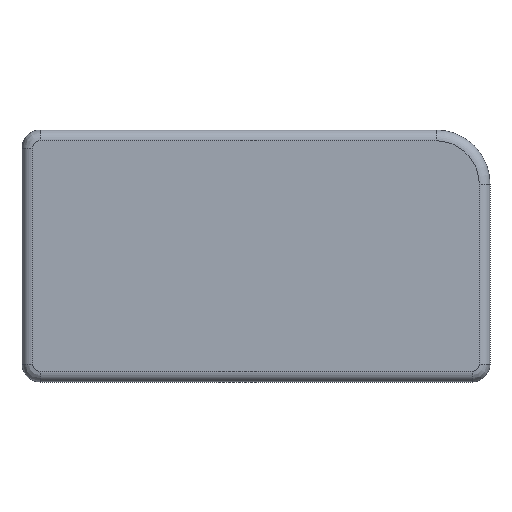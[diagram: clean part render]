
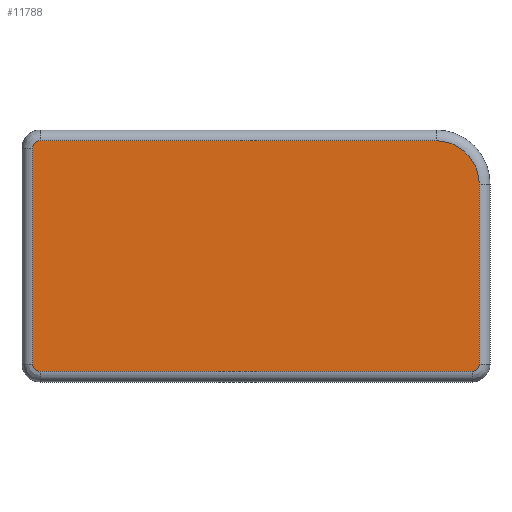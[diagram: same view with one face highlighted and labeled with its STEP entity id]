
A CAD part, front view. The second image highlights one B-rep face of the part: STEP entity #11788.
In plain terms, the highlighted planar face has unit normal (0, -1, 0).
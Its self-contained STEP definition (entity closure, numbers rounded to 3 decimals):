
#1690=FACE_OUTER_BOUND('',#2410,.T.);
#2410=EDGE_LOOP('',(#10817,#10818,#10819,#10820,#10821,#10822,#10823,#10824));
#3273=LINE('',#26587,#4129);
#3274=LINE('',#26591,#4130);
#3275=LINE('',#26595,#4131);
#3276=LINE('',#26599,#4132);
#4129=VECTOR('',#14823,10.);
#4130=VECTOR('',#14828,10.);
#4131=VECTOR('',#14831,10.);
#4132=VECTOR('',#14834,10.);
#4446=CIRCLE('',#12520,12.);
#4449=CIRCLE('',#12528,2.);
#4450=CIRCLE('',#12529,2.);
#4451=CIRCLE('',#12530,2.);
#5604=VERTEX_POINT('',#26568);
#5606=VERTEX_POINT('',#26572);
#5609=VERTEX_POINT('',#26586);
#5610=VERTEX_POINT('',#26590);
#5611=VERTEX_POINT('',#26592);
#5612=VERTEX_POINT('',#26594);
#5613=VERTEX_POINT('',#26596);
#5614=VERTEX_POINT('',#26598);
#7342=EDGE_CURVE('',#5606,#5604,#4446,.T.);
#7348=EDGE_CURVE('',#5604,#5609,#3273,.T.);
#7350=EDGE_CURVE('',#5610,#5606,#3274,.T.);
#7351=EDGE_CURVE('',#5611,#5610,#4449,.T.);
#7352=EDGE_CURVE('',#5612,#5611,#3275,.T.);
#7353=EDGE_CURVE('',#5613,#5612,#4450,.T.);
#7354=EDGE_CURVE('',#5614,#5613,#3276,.T.);
#7355=EDGE_CURVE('',#5609,#5614,#4451,.T.);
#10817=ORIENTED_EDGE('',*,*,#7342,.F.);
#10818=ORIENTED_EDGE('',*,*,#7350,.F.);
#10819=ORIENTED_EDGE('',*,*,#7351,.F.);
#10820=ORIENTED_EDGE('',*,*,#7352,.F.);
#10821=ORIENTED_EDGE('',*,*,#7353,.F.);
#10822=ORIENTED_EDGE('',*,*,#7354,.F.);
#10823=ORIENTED_EDGE('',*,*,#7355,.F.);
#10824=ORIENTED_EDGE('',*,*,#7348,.F.);
#11140=PLANE('',#12527);
#11788=ADVANCED_FACE('',(#1690),#11140,.F.);
#12520=AXIS2_PLACEMENT_3D('',#26574,#14807,#14808);
#12527=AXIS2_PLACEMENT_3D('',#26589,#14826,#14827);
#12528=AXIS2_PLACEMENT_3D('',#26593,#14829,#14830);
#12529=AXIS2_PLACEMENT_3D('',#26597,#14832,#14833);
#12530=AXIS2_PLACEMENT_3D('',#26600,#14835,#14836);
#14807=DIRECTION('center_axis',(0.,1.,0.));
#14808=DIRECTION('ref_axis',(0.707,0.,0.707));
#14823=DIRECTION('',(0.,0.,-1.));
#14826=DIRECTION('center_axis',(0.,1.,0.));
#14827=DIRECTION('ref_axis',(0.,0.,1.));
#14828=DIRECTION('',(1.,0.,0.));
#14829=DIRECTION('center_axis',(0.,1.,0.));
#14830=DIRECTION('ref_axis',(-0.707,0.,0.707));
#14831=DIRECTION('',(0.,0.,1.));
#14832=DIRECTION('center_axis',(0.,1.,0.));
#14833=DIRECTION('ref_axis',(-0.707,0.,-0.707));
#14834=DIRECTION('',(-1.,0.,0.));
#14835=DIRECTION('center_axis',(0.,1.,0.));
#14836=DIRECTION('ref_axis',(0.707,0.,-0.707));
#26568=CARTESIAN_POINT('',(127.,0.,55.));
#26572=CARTESIAN_POINT('',(115.,0.,67.));
#26574=CARTESIAN_POINT('Origin',(115.,0.,55.));
#26586=CARTESIAN_POINT('',(127.,0.,5.));
#26587=CARTESIAN_POINT('',(127.,0.,35.));
#26589=CARTESIAN_POINT('Origin',(65.,0.,35.));
#26590=CARTESIAN_POINT('',(5.,0.,67.));
#26591=CARTESIAN_POINT('',(65.,0.,67.));
#26592=CARTESIAN_POINT('',(3.,0.,65.));
#26593=CARTESIAN_POINT('Origin',(5.,0.,65.));
#26594=CARTESIAN_POINT('',(3.,0.,5.));
#26595=CARTESIAN_POINT('',(3.,0.,35.));
#26596=CARTESIAN_POINT('',(5.,0.,3.));
#26597=CARTESIAN_POINT('Origin',(5.,0.,5.));
#26598=CARTESIAN_POINT('',(125.,0.,3.));
#26599=CARTESIAN_POINT('',(65.,0.,3.));
#26600=CARTESIAN_POINT('Origin',(125.,0.,5.));
